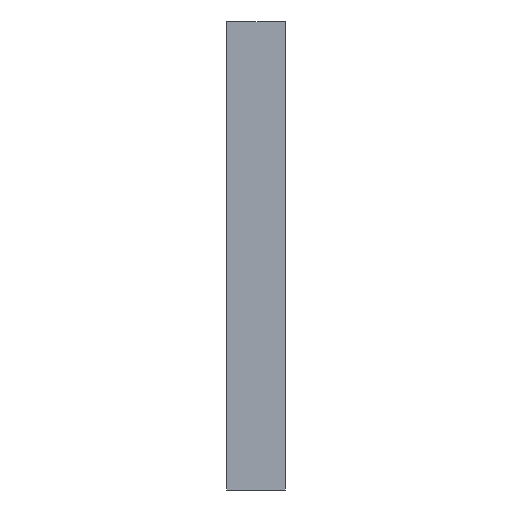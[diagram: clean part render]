
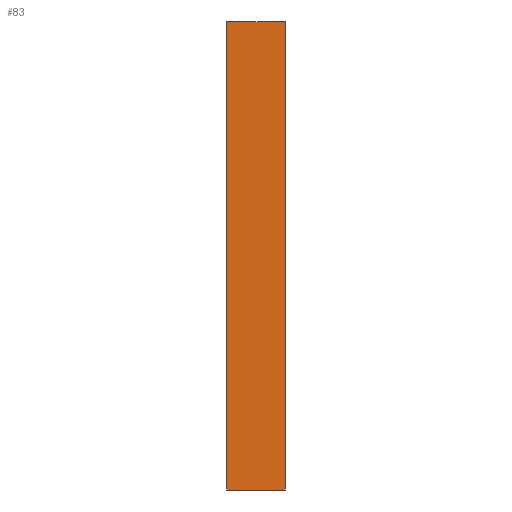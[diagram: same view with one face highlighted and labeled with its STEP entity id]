
A CAD part, left-side view. The second image highlights one B-rep face of the part: STEP entity #83.
In plain terms, the highlighted planar face has unit normal (-1, 0, 0).
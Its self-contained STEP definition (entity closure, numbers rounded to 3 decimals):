
#83=ADVANCED_FACE('',(#173),#174,.T.);
#173=FACE_OUTER_BOUND('',#264,.T.);
#174=PLANE('',#265);
#264=EDGE_LOOP('',(#545,#546,#547,#548));
#265=AXIS2_PLACEMENT_3D('',#549,#550,#551);
#545=ORIENTED_EDGE('',*,*,#622,.T.);
#546=ORIENTED_EDGE('',*,*,#653,.F.);
#547=ORIENTED_EDGE('',*,*,#640,.F.);
#548=ORIENTED_EDGE('',*,*,#652,.T.);
#549=CARTESIAN_POINT('',(-108.527,-8.618,16.083));
#550=DIRECTION('',(-1.0,0.0,0.0));
#551=DIRECTION('',(0.0,0.0,1.0));
#622=EDGE_CURVE('',#765,#763,#766,.T.);
#640=EDGE_CURVE('',#794,#789,#796,.T.);
#652=EDGE_CURVE('',#794,#765,#808,.T.);
#653=EDGE_CURVE('',#789,#763,#809,.T.);
#763=VERTEX_POINT('',#944);
#765=VERTEX_POINT('',#947);
#766=LINE('',#948,#949);
#789=VERTEX_POINT('',#977);
#794=VERTEX_POINT('',#984);
#796=LINE('',#987,#988);
#808=LINE('',#1010,#1011);
#809=LINE('',#1012,#1013);
#944=CARTESIAN_POINT('',(-108.527,-6.118,-3.917));
#947=CARTESIAN_POINT('',(-108.527,-6.118,16.083));
#948=CARTESIAN_POINT('',(-108.527,-6.118,16.083));
#949=VECTOR('',#1148,20.0);
#977=CARTESIAN_POINT('',(-108.527,-8.618,-3.917));
#984=CARTESIAN_POINT('',(-108.527,-8.618,16.083));
#987=CARTESIAN_POINT('',(-108.527,-8.618,16.083));
#988=VECTOR('',#1184,20.0);
#1010=CARTESIAN_POINT('',(-108.527,-8.618,16.083));
#1011=VECTOR('',#1198,2.5);
#1012=CARTESIAN_POINT('',(-108.527,-8.618,-3.917));
#1013=VECTOR('',#1199,2.5);
#1148=DIRECTION('',(0.0,0.0,-1.0));
#1184=DIRECTION('',(0.0,0.0,-1.0));
#1198=DIRECTION('',(0.0,1.0,0.0));
#1199=DIRECTION('',(0.0,1.0,0.0));
